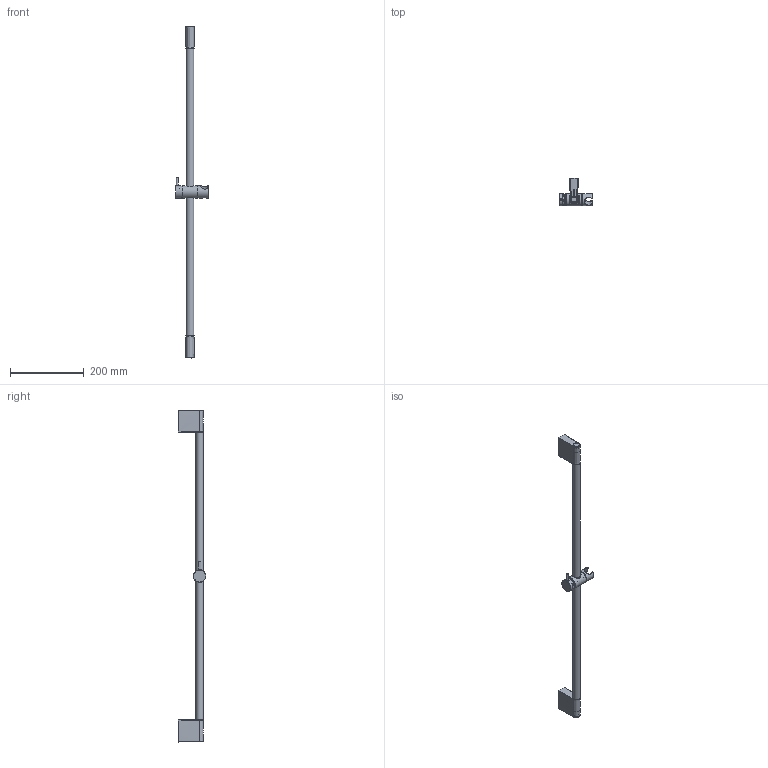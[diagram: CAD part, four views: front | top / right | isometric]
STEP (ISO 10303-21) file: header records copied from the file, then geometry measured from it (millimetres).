
FILE_DESCRIPTION(/* description */ ('Unknown'),/* implementation_level */ '2;1');
FILE_NAME(/* name */ 'M306-00',/* time_stamp */ '2023-11-10T12:18:46+01:00',/* author */ ('Unknown'),/* organization */ ('Unknown'),/* preprocessor_version */ 'ST-DEVELOPER v18.102',/* originating_system */ 'Solid Edge',/* authorisation */ 'Unknown');
FILE_SCHEMA (('AUTOMOTIVE_DESIGN {1 0 10303 214 3 1 1}'));
Length unit declared in the file: millimetre
Products named in the file (13): M306-00; M305-01; M305-001_oa_0; C131002_00101ZZ; A028072_18141ZZ; A027001_16600ZZ; C061001_00101ZZ; C102005_00101ZZ; C076001_00101ZZ; M305-002_oa_1; A130011_00101SA; A047024_00101ZZ; M305-004_oa_2
Assembly tree (15 placements, depth 3):
  M306-00
    M305-01
    M305-001_oa_0
      C131002_00101ZZ
      A028072_18141ZZ  x2
      A027001_16600ZZ
      C061001_00101ZZ
      C102005_00101ZZ
      C076001_00101ZZ
    M305-002_oa_1
      A130011_00101SA
      A047024_00101ZZ
    M305-004_oa_2
      A130011_00101SA
      A047024_00101ZZ
Bounding box: 89.4 x 74.75 x 900.22 mm (x, y, z)
Volume: 115386.1 mm3; surface area: 174396.2 mm2
Topology: 12 solids, 12 shells, 602 faces, 1608 edges, 1039 vertices
Faces by surface type: plane 227, cylinder 174, bspline 78, cone 61, torus 52, sphere 10
Full cylindrical faces by diameter (mm): 4 x9, 4.478 x2, 4.5 x1, 6 x1, 8 x1, 14 x1, 15.1 x3, 15.3 x1, 16 x2, 16.3 x1, 17 x2, 19 x1, 19.2 x1, 20 x2, 21.4 x2, 24.5 x1, 25 x1, 28 x1, 28.4 x1, 29.85 x1, 30.4 x1, 30.7 x1, 31.1 x1, 33.5 x3
Entity records: 19019 total; most frequent: CARTESIAN_POINT 7904, ORIENTED_EDGE 2304, DIRECTION 2137, EDGE_CURVE 1152, AXIS2_PLACEMENT_3D 869, VERTEX_POINT 768, EDGE_LOOP 556, FACE_BOUND 556
